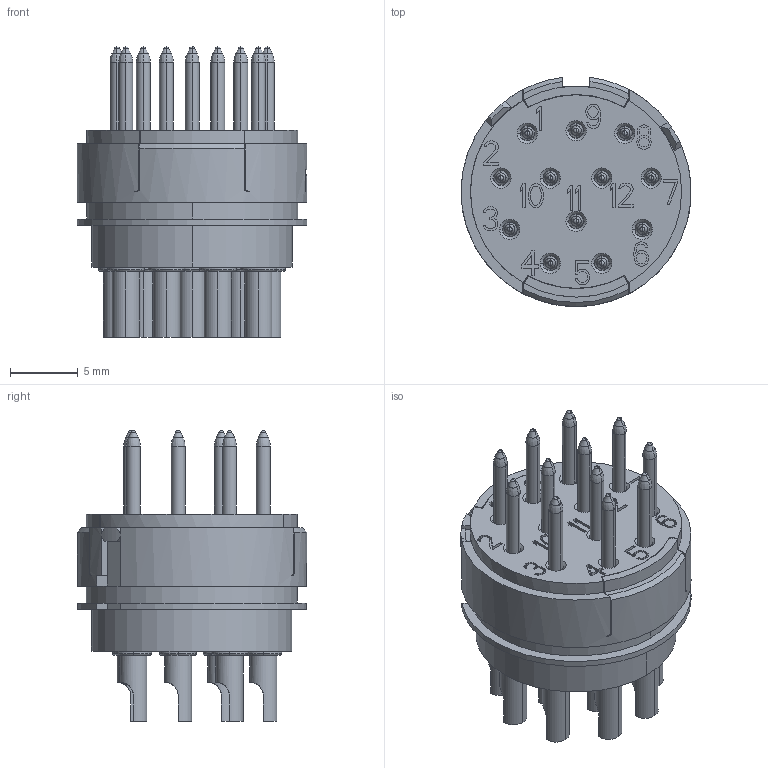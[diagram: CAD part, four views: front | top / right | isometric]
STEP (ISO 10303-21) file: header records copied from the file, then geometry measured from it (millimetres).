
FILE_DESCRIPTION((''),'2;1');
FILE_NAME('1597867','2015-09-09T',('feitelbuss'),(''),'PRO/ENGINEER BY PARAMETRIC TECHNOLOGY CORPORATION, 2014200','PRO/ENGINEER BY PARAMETRIC TECHNOLOGY CORPORATION, 2014200','');
FILE_SCHEMA(('AUTOMOTIVE_DESIGN { 1 0 10303 214 1 1 1 1 }'));
Length unit declared in the file: millimetre
Products named in the file (1): 1597867
Bounding box: 16.99 x 16.94 x 21.5 mm (x, y, z)
Volume: 2175.8 mm3; surface area: 1871.1 mm2
Topology: 1 solids, 1 shells, 1422 faces, 3867 edges, 2503 vertices
Faces by surface type: plane 1092, cylinder 172, cone 80, torus 30, bspline 24, sphere 24
Entity records: 45206 total; most frequent: CARTESIAN_POINT 9203, ORIENTED_EDGE 7638, DIRECTION 7060, EDGE_CURVE 3819, VECTOR 3194, LINE 3194, VERTEX_POINT 2503, AXIS2_PLACEMENT_3D 1933
